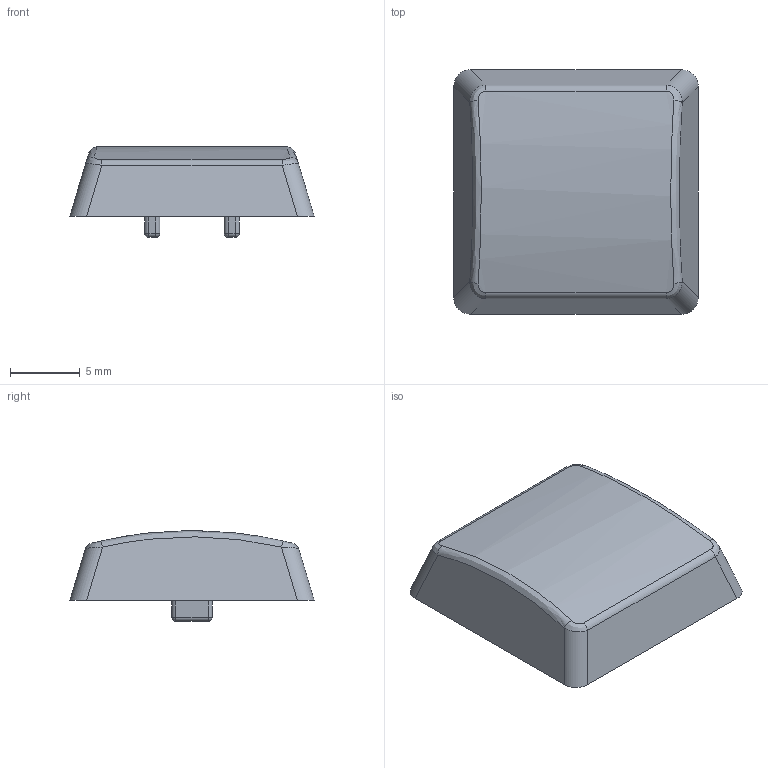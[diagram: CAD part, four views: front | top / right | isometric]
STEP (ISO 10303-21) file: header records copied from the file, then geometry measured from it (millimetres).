
FILE_DESCRIPTION(('HOOPS Exchange Step'),'2;1');
FILE_NAME('temp_export','2025-04-24T14:19:47-04:00',('jscotto'),('Shapr3D Limited'),'HOOPS Exchange 2024.8','Shapr3D','Authorized');
FILE_SCHEMA( ('AP242_MANAGED_MODEL_BASED_3D_ENGINEERING_MIM_LF {1 0 10303 442 1 1 4}') );
Length unit declared in the file: millimetre
Products named in the file (1): 1.00u (18x18 - Convex)
Bounding box: 17.5 x 17.5 x 6.5 mm (x, y, z)
Volume: 799.6 mm3; surface area: 940.1 mm2
Topology: 1 solids, 1 shells, 57 faces, 132 edges, 72 vertices
Faces by surface type: cylinder 22, plane 20, sphere 8, bspline 7
Entity records: 2670 total; most frequent: CARTESIAN_POINT 1408, DIRECTION 260, ORIENTED_EDGE 248, EDGE_CURVE 124, AXIS2_PLACEMENT_3D 96, VERTEX_POINT 72, VECTOR 68, LINE 68
